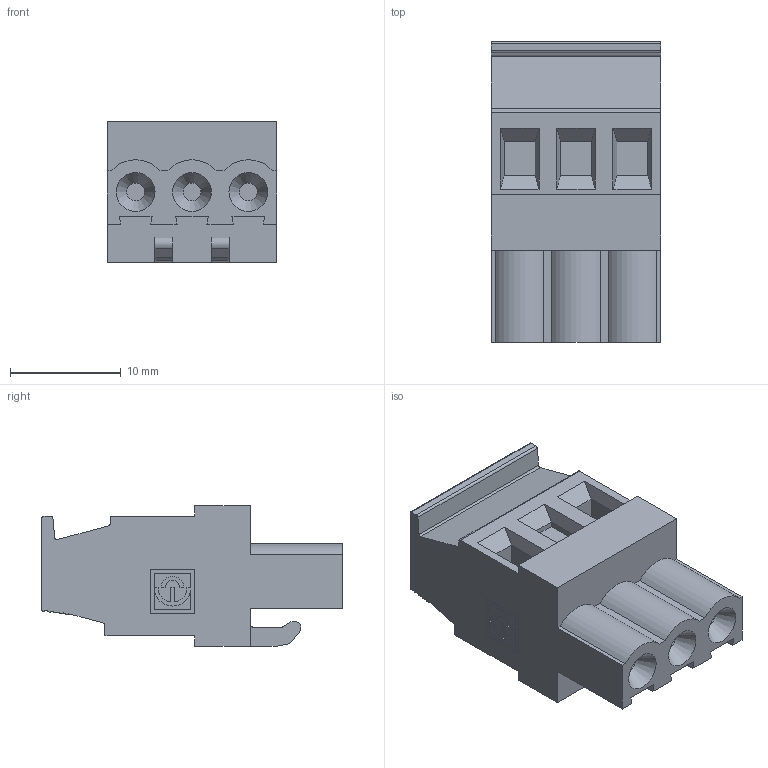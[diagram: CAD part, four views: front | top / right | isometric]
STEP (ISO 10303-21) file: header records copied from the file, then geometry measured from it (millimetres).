
FILE_DESCRIPTION(('STEP AP214'),'1');
FILE_NAME('SV02-10,16-P.stp','2021-06-28T14:35:13',(' '),(' '),'Spatial InterOp 3D',' ',' ');
FILE_SCHEMA(('AUTOMOTIVE_DESIGN { 1 0 10303 214 1 1 1 1 }'));
Length unit declared in the file: metre
Products named in the file (1): 1624890093
Bounding box: 15.24 x 27.1 x 12.7 mm (x, y, z)
Volume: 3291.5 mm3; surface area: 2233 mm2
Topology: 1 solids, 1 shells, 155 faces, 404 edges, 264 vertices
Faces by surface type: plane 112, cylinder 39, cone 3, extrusion 1
Full cylindrical faces by diameter (mm): 1.6 x3, 4 x3
Entity records: 5882 total; most frequent: CARTESIAN_POINT 825, DIRECTION 781, ORIENTED_EDGE 778, EDGE_CURVE 389, VECTOR 297, LINE 296, VERTEX_POINT 258, AXIS2_PLACEMENT_3D 242
